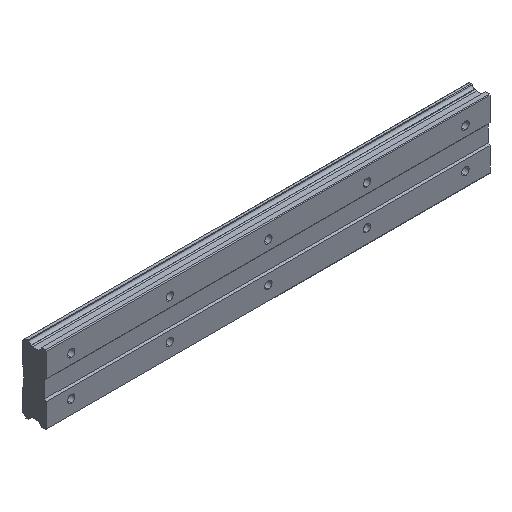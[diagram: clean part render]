
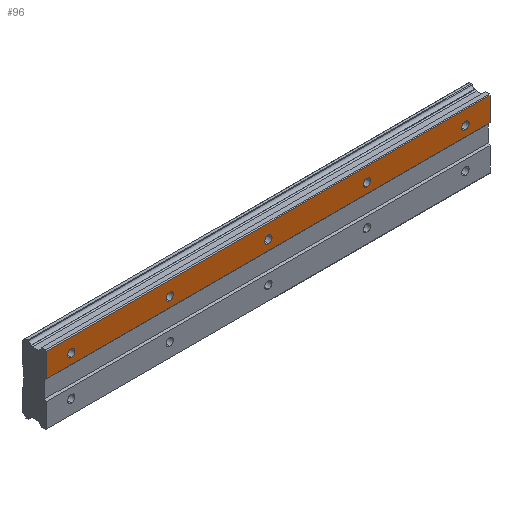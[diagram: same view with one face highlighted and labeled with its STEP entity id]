
A CAD part, isometric view. The second image highlights one B-rep face of the part: STEP entity #96.
In plain terms, the highlighted planar face has unit normal (0, -1, 0).
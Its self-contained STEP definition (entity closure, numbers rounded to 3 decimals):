
#30 = CIRCLE ( 'NONE', #2023, 2.25 ) ;
#80 = CARTESIAN_POINT ( 'NONE',  ( -15., 0., 20.5 ) ) ;
#88 = EDGE_LOOP ( 'NONE', ( #1989, #861, #846, #2214 ) ) ;
#96 = ADVANCED_FACE ( 'NONE', ( #2378, #342, #1399, #925, #2422, #935 ), #1363, .F. ) ;
#97 = DIRECTION ( 'NONE',  ( 0., -1., 0. ) ) ;
#101 = CARTESIAN_POINT ( 'NONE',  ( -15., 0., 20.827 ) ) ;
#138 = VERTEX_POINT ( 'NONE', #497 ) ;
#160 = AXIS2_PLACEMENT_3D ( 'NONE', #1568, #97, #2194 ) ;
#162 = CARTESIAN_POINT ( 'NONE',  ( 60., 0., 14.25 ) ) ;
#198 = ORIENTED_EDGE ( 'NONE', *, *, #1950, .F. ) ;
#213 = DIRECTION ( 'NONE',  ( 0., 0., 1. ) ) ;
#217 = DIRECTION ( 'NONE',  ( 0., -1., 0. ) ) ;
#268 = CARTESIAN_POINT ( 'NONE',  ( -15., 0., 6. ) ) ;
#286 = VERTEX_POINT ( 'NONE', #580 ) ;
#293 = VERTEX_POINT ( 'NONE', #162 ) ;
#296 = CARTESIAN_POINT ( 'NONE',  ( 0., 0., 12. ) ) ;
#322 = DIRECTION ( 'NONE',  ( 0., 1., 0. ) ) ;
#328 = VERTEX_POINT ( 'NONE', #364 ) ;
#342 = FACE_BOUND ( 'NONE', #2610, .T. ) ;
#343 = EDGE_CURVE ( 'NONE', #293, #623, #2682, .T. ) ;
#348 = LINE ( 'NONE', #2254, #2034 ) ;
#364 = CARTESIAN_POINT ( 'NONE',  ( 240., 0., 14.25 ) ) ;
#375 = CARTESIAN_POINT ( 'NONE',  ( 180., 0., 9.75 ) ) ;
#479 = AXIS2_PLACEMENT_3D ( 'NONE', #1342, #2605, #2176 ) ;
#497 = CARTESIAN_POINT ( 'NONE',  ( 180., 0., 14.25 ) ) ;
#508 = CARTESIAN_POINT ( 'NONE',  ( 255., 0., 6. ) ) ;
#528 = ORIENTED_EDGE ( 'NONE', *, *, #2505, .F. ) ;
#545 = CARTESIAN_POINT ( 'NONE',  ( 255., 0., 20.5 ) ) ;
#549 = DIRECTION ( 'NONE',  ( 0., 0., -1. ) ) ;
#580 = CARTESIAN_POINT ( 'NONE',  ( 120., 0., 14.25 ) ) ;
#593 = AXIS2_PLACEMENT_3D ( 'NONE', #545, #322, #1185 ) ;
#623 = VERTEX_POINT ( 'NONE', #1850 ) ;
#636 = CIRCLE ( 'NONE', #734, 2.25 ) ;
#670 = CARTESIAN_POINT ( 'NONE',  ( 180., 0., 12. ) ) ;
#681 = ORIENTED_EDGE ( 'NONE', *, *, #2368, .F. ) ;
#712 = EDGE_LOOP ( 'NONE', ( #2109, #2659 ) ) ;
#723 = CARTESIAN_POINT ( 'NONE',  ( 120., 0., 9.75 ) ) ;
#734 = AXIS2_PLACEMENT_3D ( 'NONE', #1221, #1263, #2097 ) ;
#754 = VERTEX_POINT ( 'NONE', #2543 ) ;
#790 = EDGE_CURVE ( 'NONE', #869, #286, #636, .T. ) ;
#801 = EDGE_CURVE ( 'NONE', #138, #2359, #859, .T. ) ;
#833 = DIRECTION ( 'NONE',  ( 0., -1., 0. ) ) ;
#846 = ORIENTED_EDGE ( 'NONE', *, *, #2655, .F. ) ;
#858 = CARTESIAN_POINT ( 'NONE',  ( 255., 0., 20.5 ) ) ;
#859 = CIRCLE ( 'NONE', #1215, 2.25 ) ;
#861 = ORIENTED_EDGE ( 'NONE', *, *, #2540, .F. ) ;
#863 = EDGE_CURVE ( 'NONE', #1654, #2187, #1976, .T. ) ;
#869 = VERTEX_POINT ( 'NONE', #723 ) ;
#904 = VERTEX_POINT ( 'NONE', #1624 ) ;
#925 = FACE_BOUND ( 'NONE', #2743, .T. ) ;
#935 = FACE_BOUND ( 'NONE', #1504, .T. ) ;
#985 = VECTOR ( 'NONE', #1785, 1000. ) ;
#1002 = EDGE_CURVE ( 'NONE', #2001, #2187, #1829, .T. ) ;
#1111 = DIRECTION ( 'NONE',  ( 0., 0., 1. ) ) ;
#1113 = EDGE_LOOP ( 'NONE', ( #528, #2633 ) ) ;
#1185 = DIRECTION ( 'NONE',  ( 0., 0., 1. ) ) ;
#1202 = EDGE_CURVE ( 'NONE', #904, #754, #30, .T. ) ;
#1210 = DIRECTION ( 'NONE',  ( 0., -1., 0. ) ) ;
#1215 = AXIS2_PLACEMENT_3D ( 'NONE', #2086, #2532, #213 ) ;
#1221 = CARTESIAN_POINT ( 'NONE',  ( 120., 0., 12. ) ) ;
#1256 = CARTESIAN_POINT ( 'NONE',  ( 240., 0., 9.75 ) ) ;
#1260 = ORIENTED_EDGE ( 'NONE', *, *, #343, .F. ) ;
#1263 = DIRECTION ( 'NONE',  ( 0., -1., 0. ) ) ;
#1274 = AXIS2_PLACEMENT_3D ( 'NONE', #2740, #833, #1473 ) ;
#1278 = CIRCLE ( 'NONE', #479, 2.25 ) ;
#1305 = ORIENTED_EDGE ( 'NONE', *, *, #801, .F. ) ;
#1341 = VERTEX_POINT ( 'NONE', #1256 ) ;
#1342 = CARTESIAN_POINT ( 'NONE',  ( 120., 0., 12. ) ) ;
#1363 = PLANE ( 'NONE',  #593 ) ;
#1391 = DIRECTION ( 'NONE',  ( 0., -1., 0. ) ) ;
#1399 = FACE_BOUND ( 'NONE', #1113, .T. ) ;
#1412 = CIRCLE ( 'NONE', #2741, 2.25 ) ;
#1413 = DIRECTION ( 'NONE',  ( 0., 0., 1. ) ) ;
#1439 = AXIS2_PLACEMENT_3D ( 'NONE', #2472, #1210, #1413 ) ;
#1473 = DIRECTION ( 'NONE',  ( 0., 0., 1. ) ) ;
#1504 = EDGE_LOOP ( 'NONE', ( #1260, #681 ) ) ;
#1514 = CARTESIAN_POINT ( 'NONE',  ( 255., 0., 6. ) ) ;
#1568 = CARTESIAN_POINT ( 'NONE',  ( 0., 0., 12. ) ) ;
#1616 = EDGE_CURVE ( 'NONE', #754, #904, #2341, .T. ) ;
#1624 = CARTESIAN_POINT ( 'NONE',  ( 0., 0., 9.75 ) ) ;
#1654 = VERTEX_POINT ( 'NONE', #508 ) ;
#1655 = DIRECTION ( 'NONE',  ( 1., 0., 0. ) ) ;
#1680 = VECTOR ( 'NONE', #1655, 1000. ) ;
#1727 = CIRCLE ( 'NONE', #2216, 2.25 ) ;
#1769 = CIRCLE ( 'NONE', #2030, 2.25 ) ;
#1780 = ORIENTED_EDGE ( 'NONE', *, *, #1202, .F. ) ;
#1785 = DIRECTION ( 'NONE',  ( -1., 0., 0. ) ) ;
#1829 = LINE ( 'NONE', #101, #2431 ) ;
#1847 = VERTEX_POINT ( 'NONE', #858 ) ;
#1850 = CARTESIAN_POINT ( 'NONE',  ( 60., 0., 9.75 ) ) ;
#1950 = EDGE_CURVE ( 'NONE', #2359, #138, #1769, .T. ) ;
#1976 = LINE ( 'NONE', #1514, #985 ) ;
#1989 = ORIENTED_EDGE ( 'NONE', *, *, #863, .F. ) ;
#2001 = VERTEX_POINT ( 'NONE', #80 ) ;
#2005 = LINE ( 'NONE', #2072, #1680 ) ;
#2013 = DIRECTION ( 'NONE',  ( 0., 0., -1. ) ) ;
#2023 = AXIS2_PLACEMENT_3D ( 'NONE', #296, #2196, #2364 ) ;
#2030 = AXIS2_PLACEMENT_3D ( 'NONE', #670, #217, #1111 ) ;
#2034 = VECTOR ( 'NONE', #549, 1000. ) ;
#2046 = DIRECTION ( 'NONE',  ( 0., 0., 1. ) ) ;
#2072 = CARTESIAN_POINT ( 'NONE',  ( 255., 0., 20.5 ) ) ;
#2086 = CARTESIAN_POINT ( 'NONE',  ( 180., 0., 12. ) ) ;
#2097 = DIRECTION ( 'NONE',  ( 0., 0., 1. ) ) ;
#2109 = ORIENTED_EDGE ( 'NONE', *, *, #2466, .F. ) ;
#2176 = DIRECTION ( 'NONE',  ( 0., 0., 1. ) ) ;
#2187 = VERTEX_POINT ( 'NONE', #268 ) ;
#2194 = DIRECTION ( 'NONE',  ( 0., 0., 1. ) ) ;
#2196 = DIRECTION ( 'NONE',  ( 0., -1., 0. ) ) ;
#2206 = ORIENTED_EDGE ( 'NONE', *, *, #1616, .F. ) ;
#2214 = ORIENTED_EDGE ( 'NONE', *, *, #1002, .T. ) ;
#2216 = AXIS2_PLACEMENT_3D ( 'NONE', #2452, #1391, #2240 ) ;
#2231 = CARTESIAN_POINT ( 'NONE',  ( 240., 0., 12. ) ) ;
#2240 = DIRECTION ( 'NONE',  ( 0., 0., 1. ) ) ;
#2254 = CARTESIAN_POINT ( 'NONE',  ( 255., 0., 20.827 ) ) ;
#2341 = CIRCLE ( 'NONE', #160, 2.25 ) ;
#2359 = VERTEX_POINT ( 'NONE', #375 ) ;
#2364 = DIRECTION ( 'NONE',  ( 0., 0., 1. ) ) ;
#2368 = EDGE_CURVE ( 'NONE', #623, #293, #2475, .T. ) ;
#2378 = FACE_OUTER_BOUND ( 'NONE', #88, .T. ) ;
#2422 = FACE_BOUND ( 'NONE', #712, .T. ) ;
#2431 = VECTOR ( 'NONE', #2013, 1000. ) ;
#2452 = CARTESIAN_POINT ( 'NONE',  ( 240., 0., 12. ) ) ;
#2466 = EDGE_CURVE ( 'NONE', #286, #869, #1278, .T. ) ;
#2472 = CARTESIAN_POINT ( 'NONE',  ( 60., 0., 12. ) ) ;
#2475 = CIRCLE ( 'NONE', #1274, 2.25 ) ;
#2505 = EDGE_CURVE ( 'NONE', #328, #1341, #1412, .T. ) ;
#2532 = DIRECTION ( 'NONE',  ( 0., -1., 0. ) ) ;
#2540 = EDGE_CURVE ( 'NONE', #1847, #1654, #348, .T. ) ;
#2543 = CARTESIAN_POINT ( 'NONE',  ( 0., 0., 14.25 ) ) ;
#2605 = DIRECTION ( 'NONE',  ( 0., -1., 0. ) ) ;
#2610 = EDGE_LOOP ( 'NONE', ( #2206, #1780 ) ) ;
#2615 = EDGE_CURVE ( 'NONE', #1341, #328, #1727, .T. ) ;
#2630 = DIRECTION ( 'NONE',  ( 0., -1., 0. ) ) ;
#2633 = ORIENTED_EDGE ( 'NONE', *, *, #2615, .F. ) ;
#2655 = EDGE_CURVE ( 'NONE', #2001, #1847, #2005, .T. ) ;
#2659 = ORIENTED_EDGE ( 'NONE', *, *, #790, .F. ) ;
#2682 = CIRCLE ( 'NONE', #1439, 2.25 ) ;
#2740 = CARTESIAN_POINT ( 'NONE',  ( 60., 0., 12. ) ) ;
#2741 = AXIS2_PLACEMENT_3D ( 'NONE', #2231, #2630, #2046 ) ;
#2743 = EDGE_LOOP ( 'NONE', ( #1305, #198 ) ) ;
